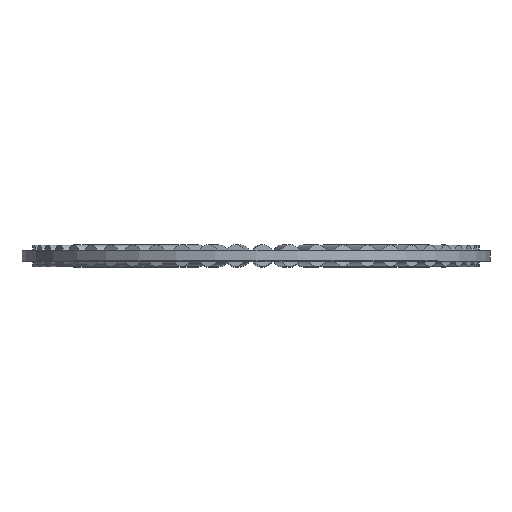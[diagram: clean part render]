
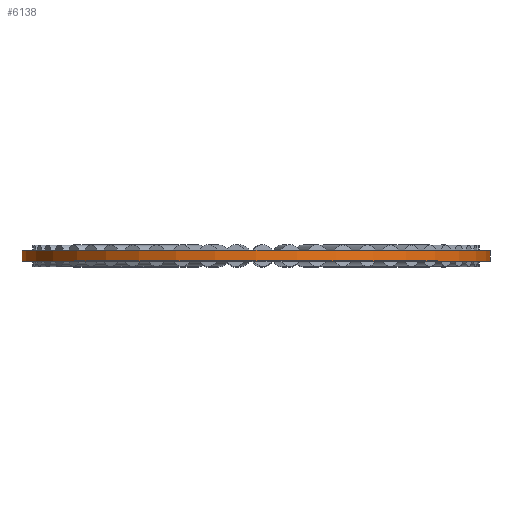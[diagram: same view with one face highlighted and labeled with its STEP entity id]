
A CAD part, top view. The second image highlights one B-rep face of the part: STEP entity #6138.
In plain terms, the highlighted cylindrical face has radius 32.5 mm (diameter 65 mm), a partial arc.
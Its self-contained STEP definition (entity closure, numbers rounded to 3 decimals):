
#252 = CARTESIAN_POINT ( 'NONE',  ( 0., -0.73, 0. ) ) ;
#337 = AXIS2_PLACEMENT_3D ( 'NONE', #252, #4646, #1335 ) ;
#638 = DIRECTION ( 'NONE',  ( 0., 1., 0. ) ) ;
#1114 = AXIS2_PLACEMENT_3D ( 'NONE', #3972, #11475, #1902 ) ;
#1162 = CYLINDRICAL_SURFACE ( 'NONE', #1114, 32.5 ) ;
#1335 = DIRECTION ( 'NONE',  ( -1., 0., 0. ) ) ;
#1902 = DIRECTION ( 'NONE',  ( -1., 0., 0. ) ) ;
#1947 = CARTESIAN_POINT ( 'NONE',  ( 32.5, -0.73, 0. ) ) ;
#3023 = VERTEX_POINT ( 'NONE', #11104 ) ;
#3850 = VECTOR ( 'NONE', #638, 1000. ) ;
#3972 = CARTESIAN_POINT ( 'NONE',  ( 0., 0.75, 0. ) ) ;
#3997 = DIRECTION ( 'NONE',  ( 0., 1., 0. ) ) ;
#4440 = EDGE_CURVE ( 'NONE', #8419, #11489, #13143, .T. ) ;
#4646 = DIRECTION ( 'NONE',  ( 0., 1., 0. ) ) ;
#4829 = ORIENTED_EDGE ( 'NONE', *, *, #6022, .F. ) ;
#4999 = ORIENTED_EDGE ( 'NONE', *, *, #9640, .T. ) ;
#5616 = CARTESIAN_POINT ( 'NONE',  ( -32.5, -0.73, 0. ) ) ;
#6022 = EDGE_CURVE ( 'NONE', #9292, #3023, #8395, .T. ) ;
#6138 = ADVANCED_FACE ( 'NONE', ( #9871 ), #1162, .T. ) ;
#6338 = EDGE_CURVE ( 'NONE', #3023, #11489, #7196, .T. ) ;
#6728 = ORIENTED_EDGE ( 'NONE', *, *, #4440, .T. ) ;
#7035 = EDGE_LOOP ( 'NONE', ( #4999, #6728, #12266, #4829 ) ) ;
#7196 = CIRCLE ( 'NONE', #9099, 32.5 ) ;
#8056 = CARTESIAN_POINT ( 'NONE',  ( -32.5, 0.75, 0. ) ) ;
#8359 = CARTESIAN_POINT ( 'NONE',  ( 0., 0.73, 0. ) ) ;
#8395 = LINE ( 'NONE', #8056, #3850 ) ;
#8419 = VERTEX_POINT ( 'NONE', #1947 ) ;
#8819 = DIRECTION ( 'NONE',  ( 0., 1., 0. ) ) ;
#9099 = AXIS2_PLACEMENT_3D ( 'NONE', #8359, #3997, #13449 ) ;
#9292 = VERTEX_POINT ( 'NONE', #5616 ) ;
#9640 = EDGE_CURVE ( 'NONE', #9292, #8419, #10602, .T. ) ;
#9871 = FACE_OUTER_BOUND ( 'NONE', #7035, .T. ) ;
#10346 = VECTOR ( 'NONE', #8819, 1000. ) ;
#10602 = CIRCLE ( 'NONE', #337, 32.5 ) ;
#10830 = CARTESIAN_POINT ( 'NONE',  ( 32.5, 0.75, 0. ) ) ;
#11104 = CARTESIAN_POINT ( 'NONE',  ( -32.5, 0.73, 0. ) ) ;
#11475 = DIRECTION ( 'NONE',  ( 0., 1., 0. ) ) ;
#11489 = VERTEX_POINT ( 'NONE', #13838 ) ;
#12266 = ORIENTED_EDGE ( 'NONE', *, *, #6338, .F. ) ;
#13143 = LINE ( 'NONE', #10830, #10346 ) ;
#13449 = DIRECTION ( 'NONE',  ( -1., 0., 0. ) ) ;
#13838 = CARTESIAN_POINT ( 'NONE',  ( 32.5, 0.73, 0. ) ) ;
